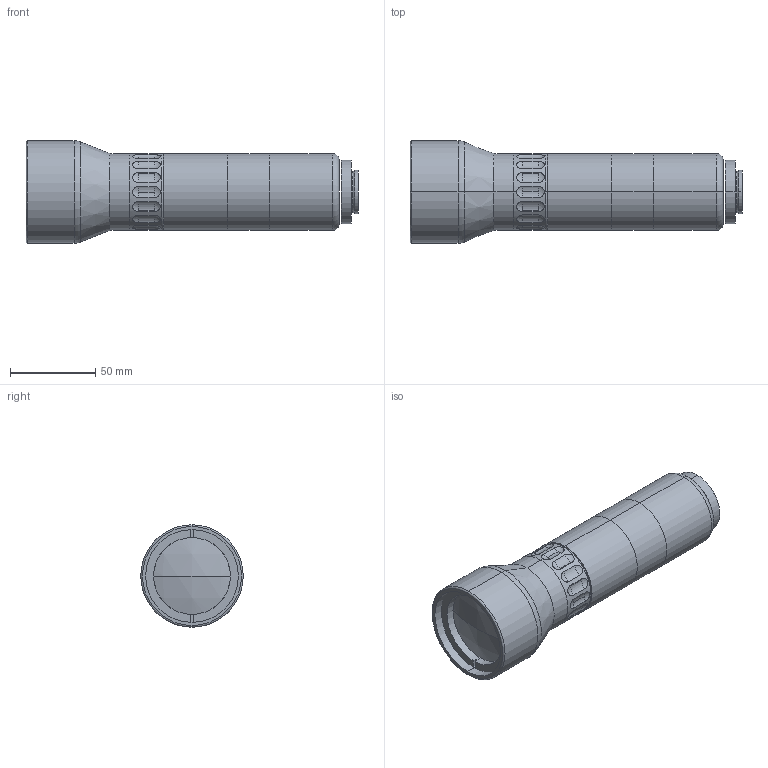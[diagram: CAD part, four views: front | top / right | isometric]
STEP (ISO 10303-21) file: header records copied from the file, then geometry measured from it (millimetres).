
FILE_DESCRIPTION (( 'STEP AP203' ), '1' );
FILE_NAME ('319601.STEP', '2011-02-23T09:20:33', ( 'poweredge' ), ( '' ), 'SwSTEP 2.0', 'SolidWorks 2011', '' );
FILE_SCHEMA (( 'CONFIG_CONTROL_DESIGN' ));
Length unit declared in the file: millimetre
Products named in the file (1): 319601
Bounding box: 194.43 x 60 x 60 mm (x, y, z)
Surface area: 41154.3 mm2 (no closed solid volume)
Topology: 0 solids, 12 shells, 139 faces, 336 edges, 226 vertices
Faces by surface type: cylinder 52, sphere 36, plane 35, torus 12, cone 4
Entity records: 5142 total; most frequent: CARTESIAN_POINT 1754, DIRECTION 744, ORIENTED_EDGE 608, EDGE_CURVE 336, AXIS2_PLACEMENT_3D 310, VERTEX_POINT 226, CIRCLE 170, EDGE_LOOP 167
